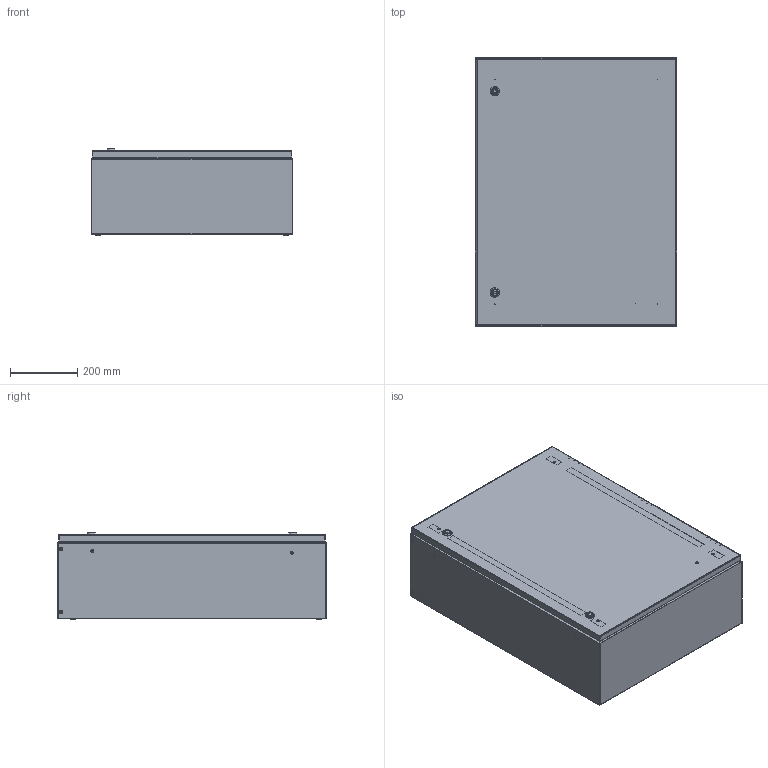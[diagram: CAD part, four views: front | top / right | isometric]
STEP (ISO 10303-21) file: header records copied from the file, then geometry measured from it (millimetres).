
FILE_DESCRIPTION (( 'STEP AP214' ), '1' );
FILE_NAME ('IP-SS806025_stp.step', '2025-04-28T12:39:28', ( '' ), ( '' ), 'SwSTEP 2.0', 'SolidWorks 2023', '' );
FILE_SCHEMA (( 'AUTOMOTIVE_DESIGN' ));
Length unit declared in the file: millimetre
Products named in the file (1): IP-SS806025_stp
Bounding box: 601.4 x 800 x 256.5 mm (x, y, z)
Volume: 3437202.5 mm3; surface area: 4581289.4 mm2
Topology: 47 solids, 49 shells, 2252 faces, 5432 edges, 3348 vertices
Faces by surface type: plane 802, cylinder 778, cone 608, bspline 46, torus 18
Entity records: 69717 total; most frequent: CARTESIAN_POINT 16059, DIRECTION 11368, ORIENTED_EDGE 10864, EDGE_CURVE 5432, AXIS2_PLACEMENT_3D 4369, VERTEX_POINT 3348, VECTOR 2630, LINE 2630
